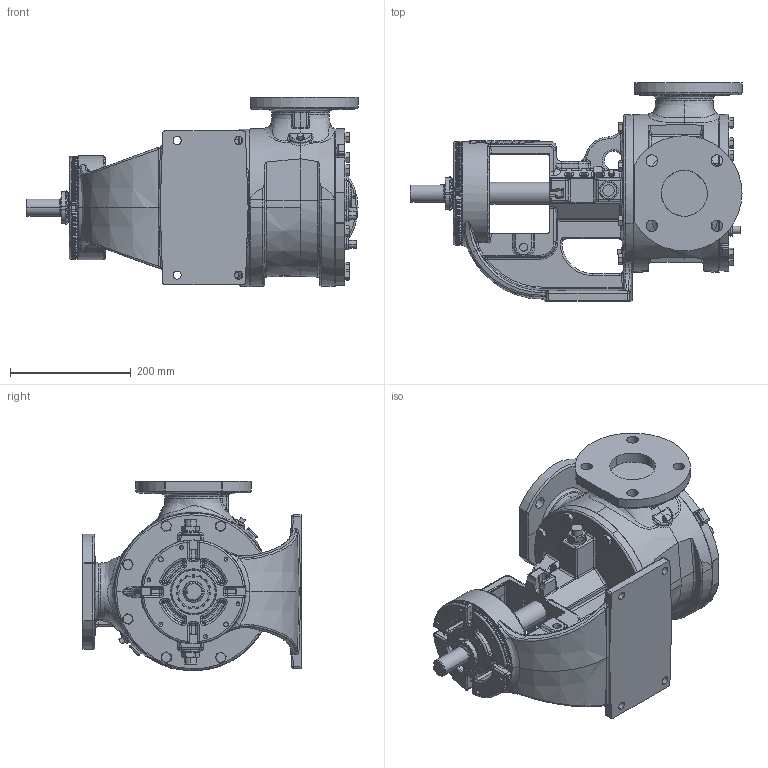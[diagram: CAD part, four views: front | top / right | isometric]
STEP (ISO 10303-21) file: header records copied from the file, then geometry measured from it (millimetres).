
FILE_DESCRIPTION (( 'STEP AP214' ), '1' );
FILE_NAME ('LL124E.STEP', '2018-02-01T17:29:33', ( '' ), ( '' ), 'SwSTEP 2.0', 'SolidWorks 2017', '' );
FILE_SCHEMA (( 'AUTOMOTIVE_DESIGN' ));
Length unit declared in the file: inch
Products named in the file (2): LL124E
Bounding box: 548.88 x 360.43 x 312.98 mm (x, y, z)
Volume: 14251674.8 mm3; surface area: 841601.6 mm2
Topology: 1 solids, 1 shells, 2935 faces, 7403 edges, 4515 vertices
Faces by surface type: plane 895, cone 725, cylinder 573, bspline 525, torus 125, sphere 92
Entity records: 190271 total; most frequent: CARTESIAN_POINT 96004, ORIENTED_EDGE 14702, DIRECTION 12589, EDGE_CURVE 7351, AXIS2_PLACEMENT_3D 5157, VERTEX_POINT 4513, EDGE_LOOP 3088, ADVANCED_FACE 2935
